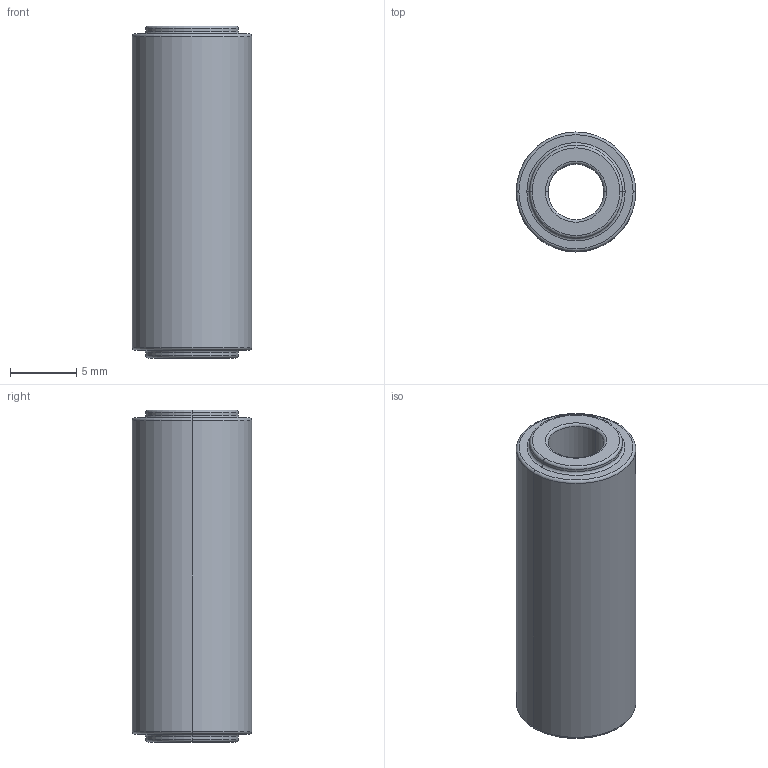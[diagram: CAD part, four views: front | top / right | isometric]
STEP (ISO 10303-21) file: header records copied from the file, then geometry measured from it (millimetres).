
FILE_DESCRIPTION (( 'STEP AP214' ), '1' );
FILE_NAME ('062RR931.STEP', '2015-12-17T15:10:29', ( '' ), ( '' ), 'SwSTEP 2.0', 'SolidWorks 2015', '' );
FILE_SCHEMA (( 'AUTOMOTIVE_DESIGN' ));
Length unit declared in the file: millimetre
Products named in the file (1): 062RR931
Bounding box: 9 x 9 x 25 mm (x, y, z)
Volume: 1213.2 mm3; surface area: 1114 mm2
Topology: 1 solids, 1 shells, 28 faces, 56 edges, 32 vertices
Faces by surface type: torus 16, cylinder 8, plane 4
Entity records: 778 total; most frequent: DIRECTION 162, CARTESIAN_POINT 117, ORIENTED_EDGE 112, AXIS2_PLACEMENT_3D 77, EDGE_CURVE 56, CIRCLE 48, EDGE_LOOP 32, VERTEX_POINT 32
